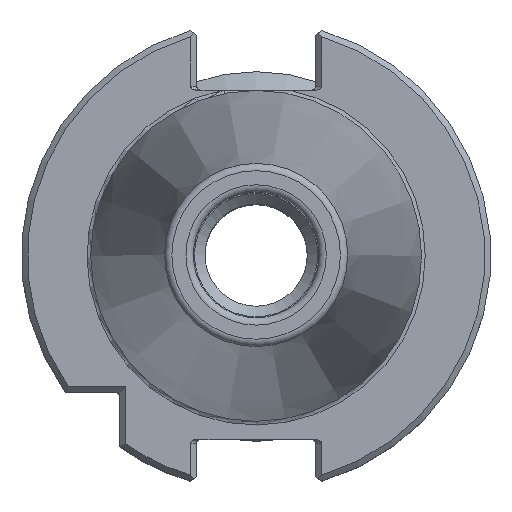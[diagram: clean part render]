
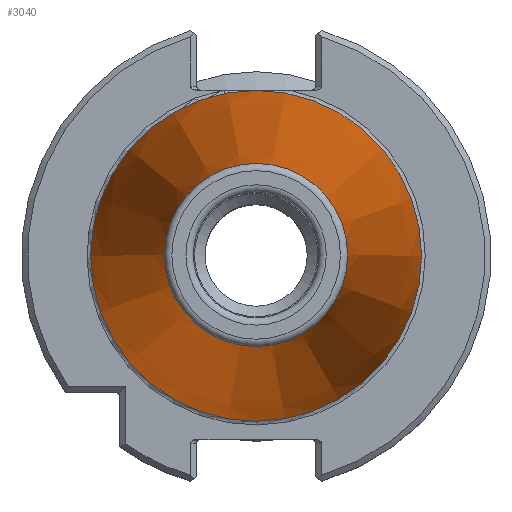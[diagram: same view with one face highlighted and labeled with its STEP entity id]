
A CAD part, top view. The second image highlights one B-rep face of the part: STEP entity #3040.
In plain terms, the highlighted conical face has half-angle 8.297 degrees and reference radius 22.395 mm.
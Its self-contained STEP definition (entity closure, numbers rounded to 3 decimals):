
#411=CONICAL_SURFACE('',#3263,22.395,0.145);
#943=ORIENTED_EDGE('',*,*,#1276,.F.);
#944=ORIENTED_EDGE('',*,*,#1197,.T.);
#1197=EDGE_CURVE('',#1457,#1457,#1557,.T.);
#1276=EDGE_CURVE('',#1490,#1490,#1582,.T.);
#1457=VERTEX_POINT('',#4503);
#1490=VERTEX_POINT('',#4731);
#1557=CIRCLE('',#3172,22.395);
#1582=CIRCLE('',#3264,12.397);
#1729=EDGE_LOOP('',(#943));
#1730=EDGE_LOOP('',(#944));
#1911=FACE_BOUND('',#1729,.T.);
#1912=FACE_BOUND('',#1730,.T.);
#3040=ADVANCED_FACE('',(#1911,#1912),#411,.T.);
#3172=AXIS2_PLACEMENT_3D('',#4502,#3595,#3596);
#3263=AXIS2_PLACEMENT_3D('',#4729,#3803,#3804);
#3264=AXIS2_PLACEMENT_3D('',#4730,#3805,#3806);
#3595=DIRECTION('',(0.,0.,1.));
#3596=DIRECTION('',(1.,0.,0.));
#3803=DIRECTION('',(0.,0.,-1.));
#3804=DIRECTION('',(-1.,0.,0.));
#3805=DIRECTION('',(0.,0.,1.));
#3806=DIRECTION('',(1.,0.,0.));
#4502=CARTESIAN_POINT('',(0.,0.,-1.163));
#4503=CARTESIAN_POINT('',(22.395,0.,-1.163));
#4729=CARTESIAN_POINT('',(0.,0.,-1.163));
#4730=CARTESIAN_POINT('',(0.,0.,67.394));
#4731=CARTESIAN_POINT('',(12.397,0.,67.394));
